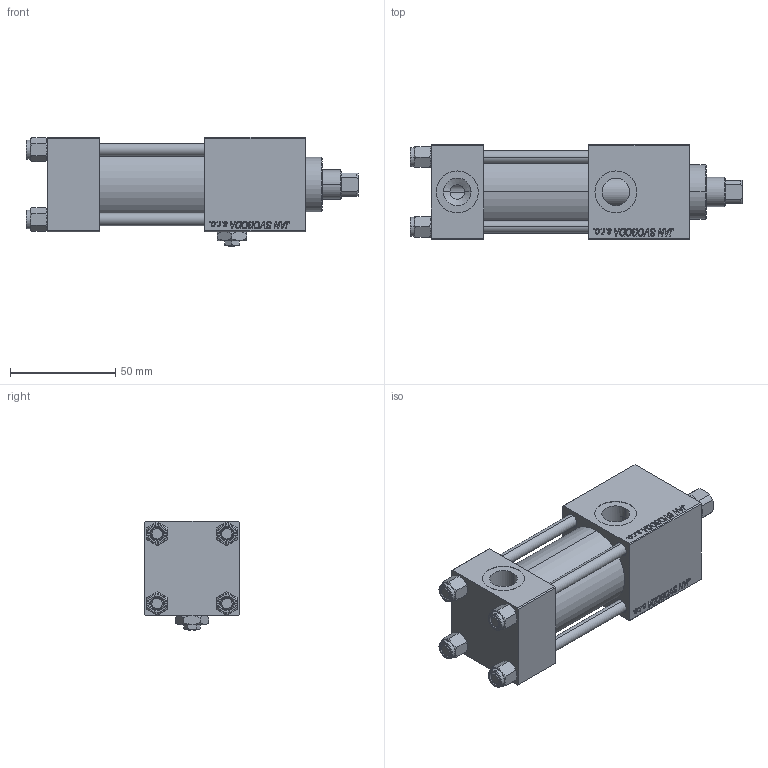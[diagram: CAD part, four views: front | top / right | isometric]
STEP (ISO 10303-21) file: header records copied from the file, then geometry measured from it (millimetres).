
FILE_DESCRIPTION (( 'STEP AP203' ), '1' );
FILE_NAME ('f0ca.STEP', '2022-04-14T12:31:21', ( '' ), ( '' ), 'SwSTEP 2.0', 'SolidWorks 2019', '' );
FILE_SCHEMA (( 'CONFIG_CONTROL_DESIGN' ));
Length unit declared in the file: millimetre
Products named in the file (7): NUT_M5_C 20f2bd0cf0d6e18134a57ebb84c57802; V215CR_VCP_C 20f2bd0cf0d6e18134a57ebb84c57802; Zatka_pro_OIL_PORT 20f2bd0cf0d6e18134a57ebb84c57802; V215CR_C_TYCINKA 20f2bd0cf0d6e18134a57ebb84c57802; f0ca; V215_VC_A 20f2bd0cf0d6e18134a57ebb84c57802; V215CR_C_Body 20f2bd0cf0d6e18134a57ebb84c57802
Assembly tree (12 placements, depth 2):
  f0ca
    V215CR_C_Body 20f2bd0cf0d6e18134a57ebb84c57802
    V215CR_VCP_C 20f2bd0cf0d6e18134a57ebb84c57802
    NUT_M5_C 20f2bd0cf0d6e18134a57ebb84c57802  x4
    V215CR_C_TYCINKA 20f2bd0cf0d6e18134a57ebb84c57802  x4
    V215_VC_A 20f2bd0cf0d6e18134a57ebb84c57802
    Zatka_pro_OIL_PORT 20f2bd0cf0d6e18134a57ebb84c57802
Bounding box: 158 x 45 x 52 mm (x, y, z)
Volume: 193142.7 mm3; surface area: 67924.6 mm2
Topology: 12 solids, 12 shells, 1201 faces, 2999 edges, 1941 vertices
Faces by surface type: plane 551, bspline 392, cone 156, cylinder 94, torus 8
Entity records: 52043 total; most frequent: CARTESIAN_POINT 27686, ORIENTED_EDGE 5490, DIRECTION 3521, EDGE_CURVE 2745, VERTEX_POINT 1797, LINE 1635, VECTOR 1635, EDGE_LOOP 1214
